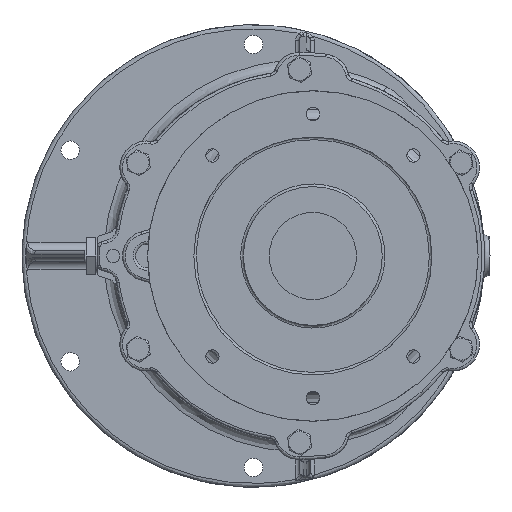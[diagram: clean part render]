
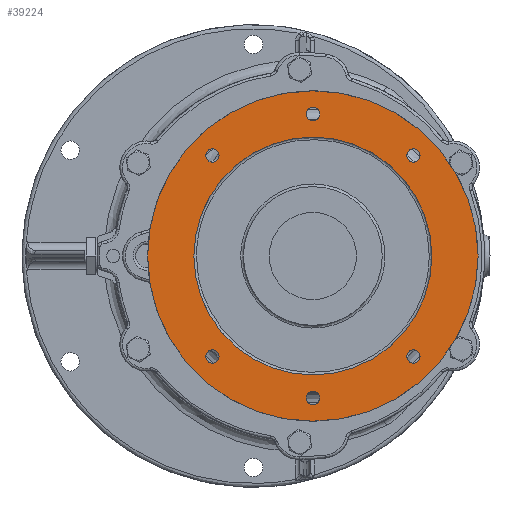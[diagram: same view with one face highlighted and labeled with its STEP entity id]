
A CAD part, left-side view. The second image highlights one B-rep face of the part: STEP entity #39224.
In plain terms, the highlighted planar face has unit normal (-1, 0, 0).
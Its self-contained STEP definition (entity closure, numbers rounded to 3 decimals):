
#37 = DIRECTION ( 'NONE',  ( 0., -1., 0. ) ) ;
#1476 = DIRECTION ( 'NONE',  ( 1., 0., 0. ) ) ;
#1479 = EDGE_CURVE ( 'NONE', #35974, #35974, #24692, .T. ) ;
#1496 = DIRECTION ( 'NONE',  ( 0., -1., 0. ) ) ;
#1768 = EDGE_LOOP ( 'NONE', ( #17939 ) ) ;
#2242 = FACE_BOUND ( 'NONE', #38310, .T. ) ;
#2627 = AXIS2_PLACEMENT_3D ( 'NONE', #40326, #1476, #33854 ) ;
#2669 = FACE_BOUND ( 'NONE', #3867, .T. ) ;
#3580 = ORIENTED_EDGE ( 'NONE', *, *, #34796, .T. ) ;
#3867 = EDGE_LOOP ( 'NONE', ( #24069 ) ) ;
#4341 = CIRCLE ( 'NONE', #28448, 5.1 ) ;
#4511 = CARTESIAN_POINT ( 'NONE',  ( -122., 60.914, 76.014 ) ) ;
#4722 = VERTEX_POINT ( 'NONE', #4511 ) ;
#5088 = AXIS2_PLACEMENT_3D ( 'NONE', #39056, #15169, #38426 ) ;
#5907 = VERTEX_POINT ( 'NONE', #15857 ) ;
#6614 = CARTESIAN_POINT ( 'NONE',  ( -122., -91.114, 76.014 ) ) ;
#6921 = FACE_BOUND ( 'NONE', #23442, .T. ) ;
#7715 = DIRECTION ( 'NONE',  ( 1., 0., 0. ) ) ;
#7828 = CIRCLE ( 'NONE', #31917, 5.1 ) ;
#7995 = CARTESIAN_POINT ( 'NONE',  ( -122., -86.014, 76.014 ) ) ;
#8686 = AXIS2_PLACEMENT_3D ( 'NONE', #41956, #18653, #25541 ) ;
#10802 = DIRECTION ( 'NONE',  ( 1., 0., 0. ) ) ;
#11039 = EDGE_LOOP ( 'NONE', ( #3580 ) ) ;
#11944 = CIRCLE ( 'NONE', #5088, 5.1 ) ;
#12397 = FACE_BOUND ( 'NONE', #22336, .T. ) ;
#12601 = DIRECTION ( 'NONE',  ( -1., 0., 0. ) ) ;
#12603 = CARTESIAN_POINT ( 'NONE',  ( -122., -100., 0. ) ) ;
#13320 = CARTESIAN_POINT ( 'NONE',  ( -122., -15.1, 107.5 ) ) ;
#13615 = DIRECTION ( 'NONE',  ( 0., -1., 0. ) ) ;
#15169 = DIRECTION ( 'NONE',  ( 1., 0., 0. ) ) ;
#15857 = CARTESIAN_POINT ( 'NONE',  ( -122., 60.914, -76.014 ) ) ;
#16372 = CIRCLE ( 'NONE', #41864, 5.1 ) ;
#17458 = DIRECTION ( 'NONE',  ( 1., 0., 0. ) ) ;
#17939 = ORIENTED_EDGE ( 'NONE', *, *, #1479, .T. ) ;
#18653 = DIRECTION ( 'NONE',  ( -1., 0., 0. ) ) ;
#19022 = EDGE_CURVE ( 'NONE', #4722, #4722, #24703, .T. ) ;
#19712 = CARTESIAN_POINT ( 'NONE',  ( -122., -10., 0. ) ) ;
#19873 = ORIENTED_EDGE ( 'NONE', *, *, #31404, .T. ) ;
#19975 = CIRCLE ( 'NONE', #27623, 5.1 ) ;
#20505 = CARTESIAN_POINT ( 'NONE',  ( -122., -10., 0. ) ) ;
#21983 = CARTESIAN_POINT ( 'NONE',  ( -122., -91.114, -76.014 ) ) ;
#22336 = EDGE_LOOP ( 'NONE', ( #34956 ) ) ;
#23442 = EDGE_LOOP ( 'NONE', ( #24074 ) ) ;
#24019 = EDGE_CURVE ( 'NONE', #31862, #31862, #19975, .T. ) ;
#24069 = ORIENTED_EDGE ( 'NONE', *, *, #36421, .T. ) ;
#24074 = ORIENTED_EDGE ( 'NONE', *, *, #19022, .T. ) ;
#24692 = CIRCLE ( 'NONE', #33623, 125. ) ;
#24703 = CIRCLE ( 'NONE', #2627, 5.1 ) ;
#24753 = CARTESIAN_POINT ( 'NONE',  ( -122., -86.014, -76.014 ) ) ;
#25541 = DIRECTION ( 'NONE',  ( 0., -1., 0. ) ) ;
#25929 = ORIENTED_EDGE ( 'NONE', *, *, #41492, .T. ) ;
#26461 = VERTEX_POINT ( 'NONE', #39189 ) ;
#26683 = VERTEX_POINT ( 'NONE', #6614 ) ;
#26777 = FACE_BOUND ( 'NONE', #39372, .T. ) ;
#27623 = AXIS2_PLACEMENT_3D ( 'NONE', #24753, #7715, #37659 ) ;
#28448 = AXIS2_PLACEMENT_3D ( 'NONE', #7995, #33873, #1496 ) ;
#28986 = PLANE ( 'NONE',  #8686 ) ;
#29461 = ORIENTED_EDGE ( 'NONE', *, *, #24019, .T. ) ;
#30806 = CARTESIAN_POINT ( 'NONE',  ( -122., 66.014, -76.014 ) ) ;
#31404 = EDGE_CURVE ( 'NONE', #42238, #42238, #7828, .T. ) ;
#31435 = EDGE_LOOP ( 'NONE', ( #25929 ) ) ;
#31788 = FACE_BOUND ( 'NONE', #11039, .T. ) ;
#31862 = VERTEX_POINT ( 'NONE', #21983 ) ;
#31917 = AXIS2_PLACEMENT_3D ( 'NONE', #39516, #36909, #37 ) ;
#32024 = AXIS2_PLACEMENT_3D ( 'NONE', #20505, #10802, #13615 ) ;
#32428 = VERTEX_POINT ( 'NONE', #12603 ) ;
#33398 = CIRCLE ( 'NONE', #32024, 90. ) ;
#33623 = AXIS2_PLACEMENT_3D ( 'NONE', #19712, #12601, #36279 ) ;
#33854 = DIRECTION ( 'NONE',  ( 0., -1., 0. ) ) ;
#33873 = DIRECTION ( 'NONE',  ( 1., 0., 0. ) ) ;
#34796 = EDGE_CURVE ( 'NONE', #26461, #26461, #11944, .T. ) ;
#34956 = ORIENTED_EDGE ( 'NONE', *, *, #38546, .T. ) ;
#35650 = FACE_OUTER_BOUND ( 'NONE', #1768, .T. ) ;
#35974 = VERTEX_POINT ( 'NONE', #42078 ) ;
#36279 = DIRECTION ( 'NONE',  ( 0., -1., 0. ) ) ;
#36421 = EDGE_CURVE ( 'NONE', #26683, #26683, #4341, .T. ) ;
#36446 = FACE_BOUND ( 'NONE', #31435, .T. ) ;
#36823 = DIRECTION ( 'NONE',  ( 0., -1., 0. ) ) ;
#36909 = DIRECTION ( 'NONE',  ( 1., 0., 0. ) ) ;
#37659 = DIRECTION ( 'NONE',  ( 0., -1., 0. ) ) ;
#38310 = EDGE_LOOP ( 'NONE', ( #29461 ) ) ;
#38426 = DIRECTION ( 'NONE',  ( 0., -1., 0. ) ) ;
#38546 = EDGE_CURVE ( 'NONE', #32428, #32428, #33398, .T. ) ;
#39056 = CARTESIAN_POINT ( 'NONE',  ( -122., -10., -107.5 ) ) ;
#39189 = CARTESIAN_POINT ( 'NONE',  ( -122., -15.1, -107.5 ) ) ;
#39224 = ADVANCED_FACE ( 'NONE', ( #35650, #12397, #36446, #6921, #2669, #2242, #26777, #31788 ), #28986, .T. ) ;
#39372 = EDGE_LOOP ( 'NONE', ( #19873 ) ) ;
#39516 = CARTESIAN_POINT ( 'NONE',  ( -122., -10., 107.5 ) ) ;
#40326 = CARTESIAN_POINT ( 'NONE',  ( -122., 66.014, 76.014 ) ) ;
#41492 = EDGE_CURVE ( 'NONE', #5907, #5907, #16372, .T. ) ;
#41864 = AXIS2_PLACEMENT_3D ( 'NONE', #30806, #17458, #36823 ) ;
#41956 = CARTESIAN_POINT ( 'NONE',  ( -122., -135., 0. ) ) ;
#42078 = CARTESIAN_POINT ( 'NONE',  ( -122., -135., 0. ) ) ;
#42238 = VERTEX_POINT ( 'NONE', #13320 ) ;
